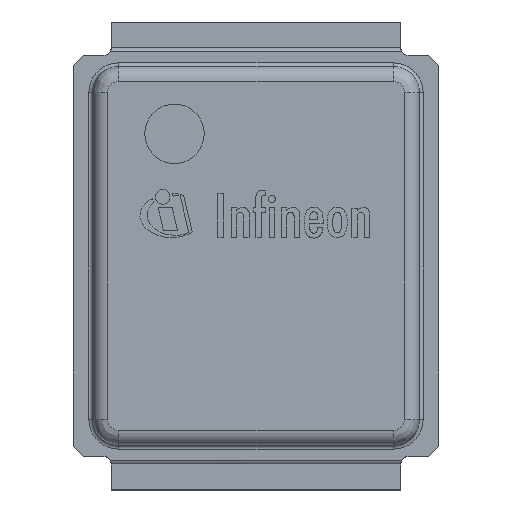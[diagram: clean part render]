
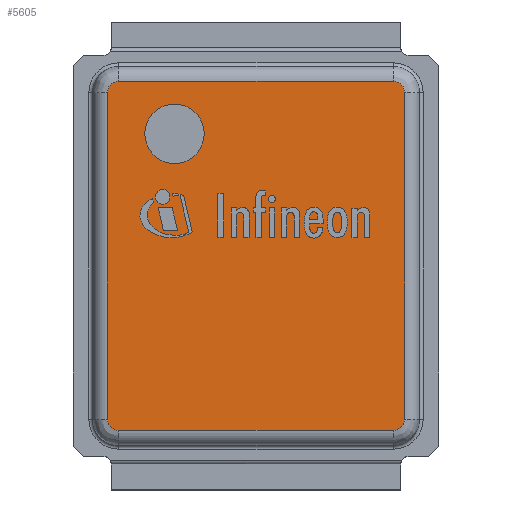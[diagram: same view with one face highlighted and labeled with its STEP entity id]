
A CAD part, top view. The second image highlights one B-rep face of the part: STEP entity #5605.
In plain terms, the highlighted planar face has unit normal (0, 0, 1).
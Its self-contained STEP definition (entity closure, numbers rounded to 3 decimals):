
#78=FACE_BOUND($,#935,.T.);
#79=FACE_BOUND($,#936,.T.);
#102=PLANE($,#6005);
#245=CIRCLE($,#5986,0.15);
#248=CIRCLE($,#5990,0.15);
#252=CIRCLE($,#5995,0.15);
#256=CIRCLE($,#6000,0.15);
#257=CIRCLE($,#6006,0.4);
#935=EDGE_LOOP($,(#3788));
#936=EDGE_LOOP($,(#3789,#3790,#3791,#3792,#3793,#3794,#3795,#3796));
#1295=LINE($,#8658,#1742);
#1297=LINE($,#8678,#1744);
#1299=LINE($,#8696,#1746);
#1300=LINE($,#8710,#1747);
#1742=VECTOR($,#6760,4.4);
#1744=VECTOR($,#6772,3.7);
#1746=VECTOR($,#6784,4.4);
#1747=VECTOR($,#6791,3.7);
#2263=VERTEX_POINT($,#8649);
#2264=VERTEX_POINT($,#8651);
#2266=VERTEX_POINT($,#8656);
#2268=VERTEX_POINT($,#8670);
#2270=VERTEX_POINT($,#8676);
#2271=VERTEX_POINT($,#8689);
#2272=VERTEX_POINT($,#8694);
#2273=VERTEX_POINT($,#8706);
#2274=VERTEX_POINT($,#8718);
#2847=EDGE_CURVE($,#2264,#2263,#245,.T.);
#2849=EDGE_CURVE($,#2266,#2264,#1295,.T.);
#2852=EDGE_CURVE($,#2268,#2266,#248,.T.);
#2855=EDGE_CURVE($,#2270,#2268,#1297,.T.);
#2858=EDGE_CURVE($,#2271,#2270,#252,.T.);
#2861=EDGE_CURVE($,#2272,#2271,#1299,.T.);
#2863=EDGE_CURVE($,#2273,#2272,#256,.T.);
#2864=EDGE_CURVE($,#2263,#2273,#1300,.T.);
#2868=EDGE_CURVE($,#2274,#2274,#257,.T.);
#3788=ORIENTED_EDGE($,*,*,#2868,.F.);
#3789=ORIENTED_EDGE($,*,*,#2847,.F.);
#3790=ORIENTED_EDGE($,*,*,#2849,.F.);
#3791=ORIENTED_EDGE($,*,*,#2852,.F.);
#3792=ORIENTED_EDGE($,*,*,#2855,.F.);
#3793=ORIENTED_EDGE($,*,*,#2858,.F.);
#3794=ORIENTED_EDGE($,*,*,#2861,.F.);
#3795=ORIENTED_EDGE($,*,*,#2863,.F.);
#3796=ORIENTED_EDGE($,*,*,#2864,.F.);
#5605=ADVANCED_FACE($,(#78,#79),#102,.T.);
#5986=AXIS2_PLACEMENT_3D($,#8653,#6754,#6755);
#5990=AXIS2_PLACEMENT_3D($,#8672,#6764,#6765);
#5995=AXIS2_PLACEMENT_3D($,#8691,#6776,#6777);
#6000=AXIS2_PLACEMENT_3D($,#8708,#6787,#6788);
#6005=AXIS2_PLACEMENT_3D($,#8717,#6801,#6802);
#6006=AXIS2_PLACEMENT_3D($,#8719,#6803,#6804);
#6754=DIRECTION('center_axis',(0.,0.,-1.));
#6755=DIRECTION('ref_axis',(0.707,-0.707,0.));
#6760=DIRECTION($,(0.,-1.,0.));
#6764=DIRECTION('center_axis',(0.,0.,-1.));
#6765=DIRECTION('ref_axis',(0.707,0.707,0.));
#6772=DIRECTION($,(1.,0.,0.));
#6776=DIRECTION('center_axis',(0.,0.,-1.));
#6777=DIRECTION('ref_axis',(-0.707,0.707,0.));
#6784=DIRECTION($,(0.,1.,0.));
#6787=DIRECTION('center_axis',(0.,0.,-1.));
#6788=DIRECTION('ref_axis',(-0.707,-0.707,0.));
#6791=DIRECTION($,(-1.,0.,0.));
#6801=DIRECTION('center_axis',(0.,0.,1.));
#6802=DIRECTION('ref_axis',(0.,-1.,0.));
#6803=DIRECTION('center_axis',(0.,0.,1.));
#6804=DIRECTION('ref_axis',(-1.,0.,0.));
#8649=CARTESIAN_POINT('',(1.85,-2.35,0.645));
#8651=CARTESIAN_POINT('',(2.,-2.2,0.645));
#8653=CARTESIAN_POINT('Origin',(1.85,-2.2,0.645));
#8656=CARTESIAN_POINT('',(2.,2.2,0.645));
#8658=CARTESIAN_POINT($,(2.,2.5,0.645));
#8670=CARTESIAN_POINT('',(1.85,2.35,0.645));
#8672=CARTESIAN_POINT('Origin',(1.85,2.2,0.645));
#8676=CARTESIAN_POINT('',(-1.85,2.35,0.645));
#8678=CARTESIAN_POINT($,(-0.925,2.35,0.645));
#8689=CARTESIAN_POINT('',(-2.,2.2,0.645));
#8691=CARTESIAN_POINT('Origin',(-1.85,2.2,0.645));
#8694=CARTESIAN_POINT('',(-2.,-2.2,0.645));
#8696=CARTESIAN_POINT($,(-2.,0.3,0.645));
#8706=CARTESIAN_POINT('',(-1.85,-2.35,0.645));
#8708=CARTESIAN_POINT('Origin',(-1.85,-2.2,0.645));
#8710=CARTESIAN_POINT($,(0.925,-2.35,0.645));
#8717=CARTESIAN_POINT('Origin',(0.,2.8,0.645));
#8718=CARTESIAN_POINT('',(-0.697,1.644,0.645));
#8719=CARTESIAN_POINT('Origin',(-1.097,1.644,0.645));
